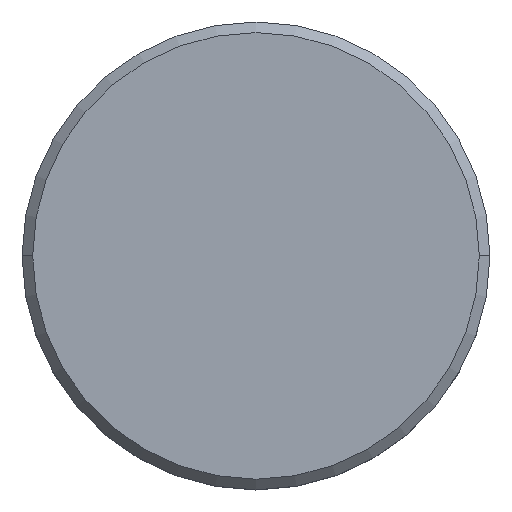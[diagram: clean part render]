
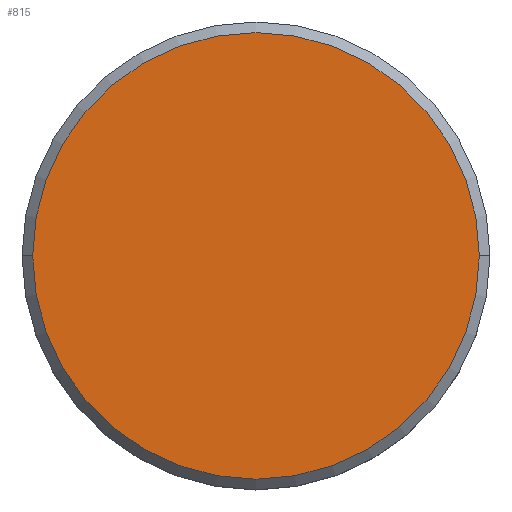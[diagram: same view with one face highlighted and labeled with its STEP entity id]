
A CAD part, top view. The second image highlights one B-rep face of the part: STEP entity #815.
In plain terms, the highlighted planar face has unit normal (0, 0, 1).
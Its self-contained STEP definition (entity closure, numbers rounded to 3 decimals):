
#5 = DIRECTION ( 'NONE',  ( 0., 0., 1. ) ) ;
#34 = CARTESIAN_POINT ( 'NONE',  ( 0., 0., 0. ) ) ;
#259 = CARTESIAN_POINT ( 'NONE',  ( 0., 0., 0. ) ) ;
#391 = ORIENTED_EDGE ( 'NONE', *, *, #992, .T. ) ;
#401 = EDGE_LOOP ( 'NONE', ( #391, #1071 ) ) ;
#428 = PLANE ( 'NONE',  #655 ) ;
#436 = DIRECTION ( 'NONE',  ( 0., 0., 1. ) ) ;
#473 = DIRECTION ( 'NONE',  ( 1., 0., 0. ) ) ;
#508 = FACE_OUTER_BOUND ( 'NONE', #401, .T. ) ;
#558 = DIRECTION ( 'NONE',  ( 0., 0., 1. ) ) ;
#655 = AXIS2_PLACEMENT_3D ( 'NONE', #694, #5, #732 ) ;
#694 = CARTESIAN_POINT ( 'NONE',  ( 0., 0., 0. ) ) ;
#732 = DIRECTION ( 'NONE',  ( 1., 0., 0. ) ) ;
#776 = EDGE_CURVE ( 'NONE', #778, #1028, #958, .T. ) ;
#778 = VERTEX_POINT ( 'NONE', #805 ) ;
#805 = CARTESIAN_POINT ( 'NONE',  ( 10.5, 0., 0. ) ) ;
#815 = ADVANCED_FACE ( 'NONE', ( #508 ), #428, .T. ) ;
#835 = AXIS2_PLACEMENT_3D ( 'NONE', #259, #436, #1159 ) ;
#932 = CIRCLE ( 'NONE', #1088, 10.5 ) ;
#958 = CIRCLE ( 'NONE', #835, 10.5 ) ;
#992 = EDGE_CURVE ( 'NONE', #1028, #778, #932, .T. ) ;
#1028 = VERTEX_POINT ( 'NONE', #1154 ) ;
#1071 = ORIENTED_EDGE ( 'NONE', *, *, #776, .T. ) ;
#1088 = AXIS2_PLACEMENT_3D ( 'NONE', #34, #558, #473 ) ;
#1154 = CARTESIAN_POINT ( 'NONE',  ( -10.5, 0., 0. ) ) ;
#1159 = DIRECTION ( 'NONE',  ( 1., 0., 0. ) ) ;
